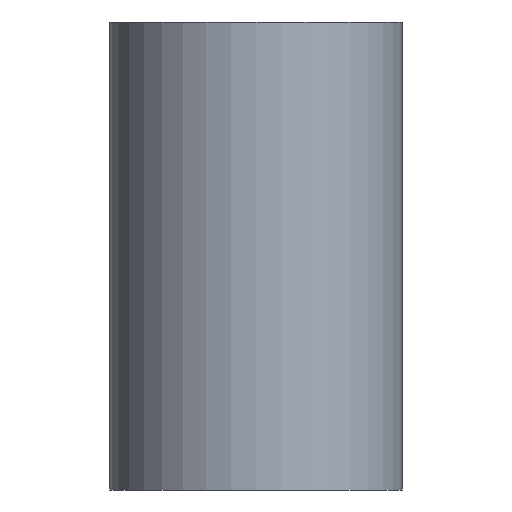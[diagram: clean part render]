
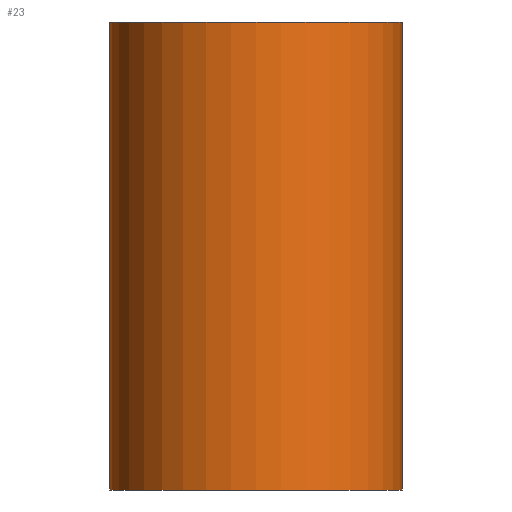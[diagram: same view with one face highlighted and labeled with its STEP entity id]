
A CAD part, left-side view. The second image highlights one B-rep face of the part: STEP entity #23.
In plain terms, the highlighted cylindrical face has radius 3.175 mm (diameter 6.35 mm), a partial arc.
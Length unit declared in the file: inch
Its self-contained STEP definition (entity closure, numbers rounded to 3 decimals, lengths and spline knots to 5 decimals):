
#6 = AXIS2_PLACEMENT_3D ( 'NONE', #124, #167, #174 ) ;
#23 = ADVANCED_FACE ( 'NONE', ( #426 ), #423, .T. ) ;
#42 = CARTESIAN_POINT ( 'NONE',  ( 0., 0.125, 0.2 ) ) ;
#52 = DIRECTION ( 'NONE',  ( 1., 0., 0. ) ) ;
#71 = DIRECTION ( 'NONE',  ( 0., 0., 1. ) ) ;
#76 = CARTESIAN_POINT ( 'NONE',  ( 0., 0.125, -0.2 ) ) ;
#77 = VERTEX_POINT ( 'NONE', #145 ) ;
#83 = VERTEX_POINT ( 'NONE', #42 ) ;
#98 = CARTESIAN_POINT ( 'NONE',  ( 0., 0., -0.2 ) ) ;
#104 = DIRECTION ( 'NONE',  ( 0., 0., 1. ) ) ;
#124 = CARTESIAN_POINT ( 'NONE',  ( 0., 0., 0.2 ) ) ;
#127 = VERTEX_POINT ( 'NONE', #153 ) ;
#128 = CARTESIAN_POINT ( 'NONE',  ( 0., 0.125, -0.2 ) ) ;
#141 = VERTEX_POINT ( 'NONE', #128 ) ;
#145 = CARTESIAN_POINT ( 'NONE',  ( 0., -0.125, -0.2 ) ) ;
#153 = CARTESIAN_POINT ( 'NONE',  ( 0., -0.125, 0.2 ) ) ;
#167 = DIRECTION ( 'NONE',  ( 0., 0., 1. ) ) ;
#169 = DIRECTION ( 'NONE',  ( 0., 0., 1. ) ) ;
#174 = DIRECTION ( 'NONE',  ( 1., 0., 0. ) ) ;
#189 = DIRECTION ( 'NONE',  ( 1., 0., 0. ) ) ;
#226 = EDGE_CURVE ( 'NONE', #141, #83, #446, .T. ) ;
#238 = EDGE_CURVE ( 'NONE', #83, #127, #455, .T. ) ;
#259 = EDGE_CURVE ( 'NONE', #141, #77, #372, .T. ) ;
#262 = DIRECTION ( 'NONE',  ( 0., 0., 1. ) ) ;
#265 = EDGE_CURVE ( 'NONE', #77, #127, #374, .T. ) ;
#275 = CARTESIAN_POINT ( 'NONE',  ( 0., 0., -0.2 ) ) ;
#278 = CARTESIAN_POINT ( 'NONE',  ( 0., -0.125, -0.2 ) ) ;
#372 = CIRCLE ( 'NONE', #515, 0.125 ) ;
#374 = LINE ( 'NONE', #278, #375 ) ;
#375 = VECTOR ( 'NONE', #262, 39.37008 ) ;
#423 = CYLINDRICAL_SURFACE ( 'NONE', #513, 0.125 ) ;
#426 = FACE_OUTER_BOUND ( 'NONE', #492, .T. ) ;
#442 = VECTOR ( 'NONE', #71, 39.37008 ) ;
#446 = LINE ( 'NONE', #76, #442 ) ;
#455 = CIRCLE ( 'NONE', #6, 0.125 ) ;
#472 = ORIENTED_EDGE ( 'NONE', *, *, #226, .F. ) ;
#474 = ORIENTED_EDGE ( 'NONE', *, *, #265, .T. ) ;
#492 = EDGE_LOOP ( 'NONE', ( #497, #472, #500, #474 ) ) ;
#497 = ORIENTED_EDGE ( 'NONE', *, *, #238, .F. ) ;
#500 = ORIENTED_EDGE ( 'NONE', *, *, #259, .T. ) ;
#513 = AXIS2_PLACEMENT_3D ( 'NONE', #98, #104, #52 ) ;
#515 = AXIS2_PLACEMENT_3D ( 'NONE', #275, #169, #189 ) ;
